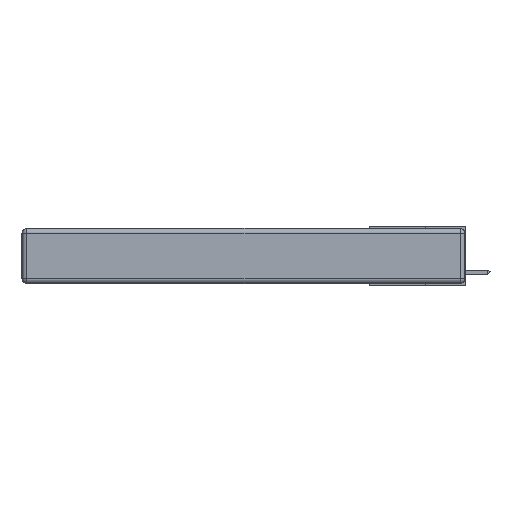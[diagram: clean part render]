
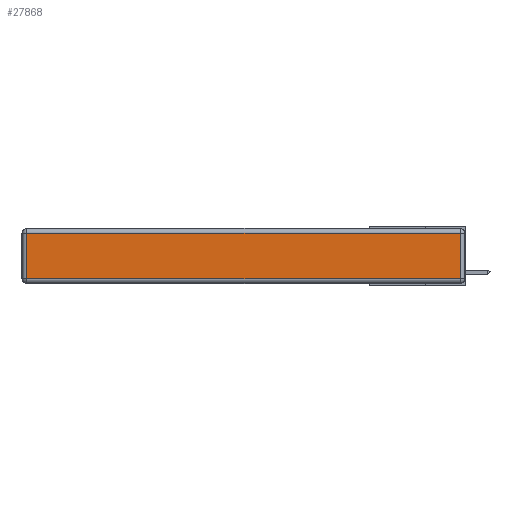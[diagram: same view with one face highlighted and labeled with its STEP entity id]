
A CAD part, left-side view. The second image highlights one B-rep face of the part: STEP entity #27868.
In plain terms, the highlighted planar face has unit normal (-1, 0, 0).
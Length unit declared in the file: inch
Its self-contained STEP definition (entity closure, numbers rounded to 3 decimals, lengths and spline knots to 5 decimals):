
#849 = EDGE_CURVE ( 'NONE', #8663, #9651, #18924, .T. ) ;
#946 = CARTESIAN_POINT ( 'NONE',  ( 0., 0.03, -0.343 ) ) ;
#1787 = LINE ( 'NONE', #22103, #23495 ) ;
#1917 = CARTESIAN_POINT ( 'NONE',  ( 0., 0.03, -0.03 ) ) ;
#3048 = CARTESIAN_POINT ( 'NONE',  ( 0., 2.72, -0.03 ) ) ;
#3892 = VECTOR ( 'NONE', #20275, 39.37008 ) ;
#4413 = DIRECTION ( 'NONE',  ( 0., -1., 0. ) ) ;
#7102 = DIRECTION ( 'NONE',  ( 0., 1., 0. ) ) ;
#7246 = CARTESIAN_POINT ( 'NONE',  ( 0., 0., -0.343 ) ) ;
#8663 = VERTEX_POINT ( 'NONE', #9601 ) ;
#9601 = CARTESIAN_POINT ( 'NONE',  ( 0., 2.72, -0.313 ) ) ;
#9651 = VERTEX_POINT ( 'NONE', #19468 ) ;
#10106 = DIRECTION ( 'NONE',  ( 0., 0., 1. ) ) ;
#11082 = ORIENTED_EDGE ( 'NONE', *, *, #849, .T. ) ;
#12256 = VERTEX_POINT ( 'NONE', #3048 ) ;
#15430 = AXIS2_PLACEMENT_3D ( 'NONE', #7246, #29147, #10106 ) ;
#15757 = EDGE_CURVE ( 'NONE', #9651, #23953, #31317, .T. ) ;
#17707 = EDGE_LOOP ( 'NONE', ( #11082, #17940, #29293, #17825 ) ) ;
#17825 = ORIENTED_EDGE ( 'NONE', *, *, #24197, .T. ) ;
#17940 = ORIENTED_EDGE ( 'NONE', *, *, #15757, .T. ) ;
#18924 = LINE ( 'NONE', #26549, #28108 ) ;
#19468 = CARTESIAN_POINT ( 'NONE',  ( 0., 0.03, -0.313 ) ) ;
#20275 = DIRECTION ( 'NONE',  ( 0., 0., 1. ) ) ;
#21642 = CARTESIAN_POINT ( 'NONE',  ( 0., 2.75, -0.03 ) ) ;
#22103 = CARTESIAN_POINT ( 'NONE',  ( 0., 2.72, -0.343 ) ) ;
#22222 = DIRECTION ( 'NONE',  ( 0., 0., -1. ) ) ;
#22702 = EDGE_CURVE ( 'NONE', #23953, #12256, #31355, .T. ) ;
#23495 = VECTOR ( 'NONE', #22222, 39.37008 ) ;
#23953 = VERTEX_POINT ( 'NONE', #1917 ) ;
#24197 = EDGE_CURVE ( 'NONE', #12256, #8663, #1787, .T. ) ;
#25239 = FACE_OUTER_BOUND ( 'NONE', #17707, .T. ) ;
#26549 = CARTESIAN_POINT ( 'NONE',  ( 0., 0., -0.313 ) ) ;
#26933 = PLANE ( 'NONE',  #15430 ) ;
#27868 = ADVANCED_FACE ( 'NONE', ( #25239 ), #26933, .T. ) ;
#28108 = VECTOR ( 'NONE', #4413, 39.37008 ) ;
#29147 = DIRECTION ( 'NONE',  ( -1., 0., 0. ) ) ;
#29293 = ORIENTED_EDGE ( 'NONE', *, *, #22702, .T. ) ;
#30606 = VECTOR ( 'NONE', #7102, 39.37008 ) ;
#31317 = LINE ( 'NONE', #946, #3892 ) ;
#31355 = LINE ( 'NONE', #21642, #30606 ) ;
